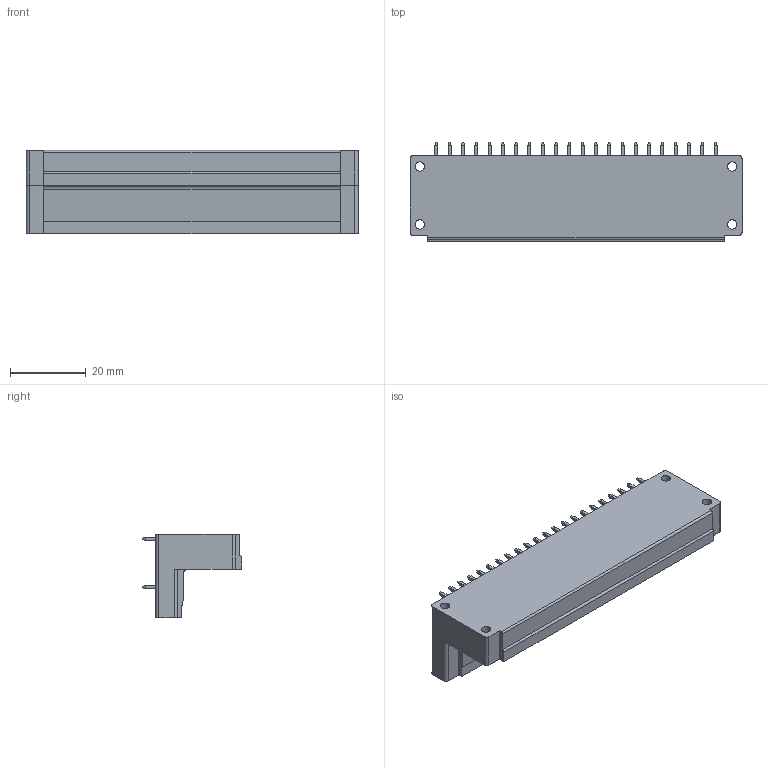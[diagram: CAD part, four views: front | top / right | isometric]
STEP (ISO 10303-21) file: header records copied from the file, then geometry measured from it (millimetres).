
FILE_DESCRIPTION((''),'2;1');
FILE_NAME('TLPHDW-005R-XXP','2024-09-24T09:45:31',('sheji109'),(''),'CREO PARAMETRIC BY PTC INC, 2018100','CREO PARAMETRIC BY PTC INC, 2018100','');
FILE_SCHEMA(('CONFIG_CONTROL_DESIGN'));
Products named in the file (1): TLPHDW-005R-XXP
Bounding box: 87.4 x 26.2 x 21.9 mm (x, y, z)
Volume: 20593.6 mm3; surface area: 17537.8 mm2
Topology: 1 solids, 1 shells, 3336 faces, 8990 edges, 5832 vertices
Faces by surface type: plane 2351, cylinder 677, cone 220, torus 88
Entity records: 103842 total; most frequent: CARTESIAN_POINT 19522, ORIENTED_EDGE 17980, DIRECTION 16884, EDGE_CURVE 8990, VECTOR 6888, LINE 6888, VERTEX_POINT 5832, AXIS2_PLACEMENT_3D 4998
